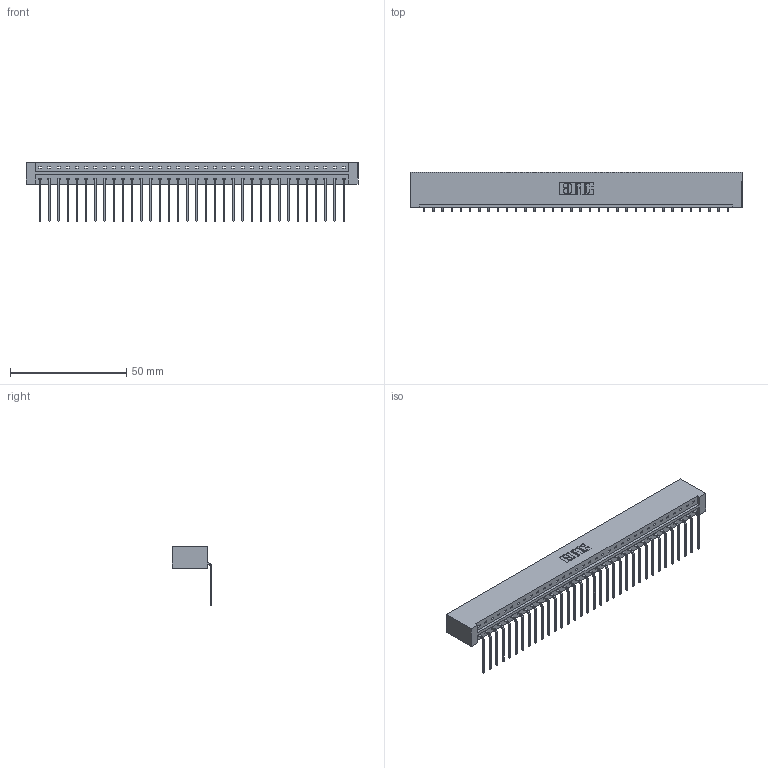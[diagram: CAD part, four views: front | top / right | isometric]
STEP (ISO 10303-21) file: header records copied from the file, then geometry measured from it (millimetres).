
FILE_DESCRIPTION (( 'STEP AP203' ), '1' );
FILE_NAME ('833-034-559-101.STEP', '2020-06-02T23:33:52', ( '' ), ( '' ), 'SwSTEP 2.0', 'SolidWorks 2020', '' );
FILE_SCHEMA (( 'CONFIG_CONTROL_DESIGN' ));
Length unit declared in the file: inch
Products named in the file (3): 833 Part_Lugless; 345-292-001_558 559 Tail - 1; 833-034-559-101
Assembly tree (35 placements, depth 2):
  833-034-559-101
    833 Part_Lugless
    345-292-001_558 559 Tail - 1  x34
Bounding box: 142.98 x 17.09 x 25.53 mm (x, y, z)
Volume: 15044.7 mm3; surface area: 16876.9 mm2
Topology: 35 solids, 35 shells, 2146 faces, 6475 edges, 4270 vertices
Faces by surface type: plane 1562, cylinder 584
Entity records: 21627 total; most frequent: CARTESIAN_POINT 3740, ORIENTED_EDGE 3710, DIRECTION 3163, EDGE_CURVE 1855, LINE 1735, VECTOR 1735, VERTEX_POINT 1234, AXIS2_PLACEMENT_3D 714
